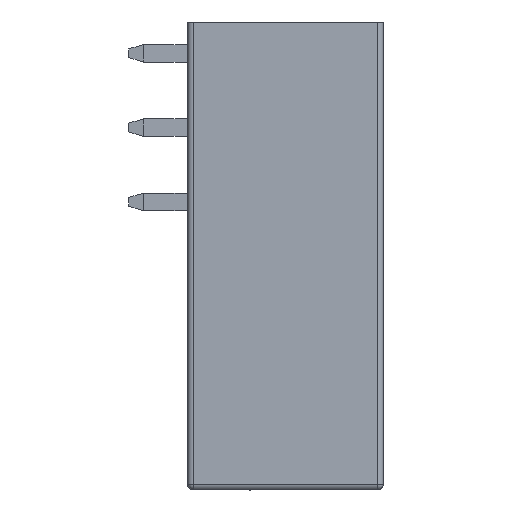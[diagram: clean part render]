
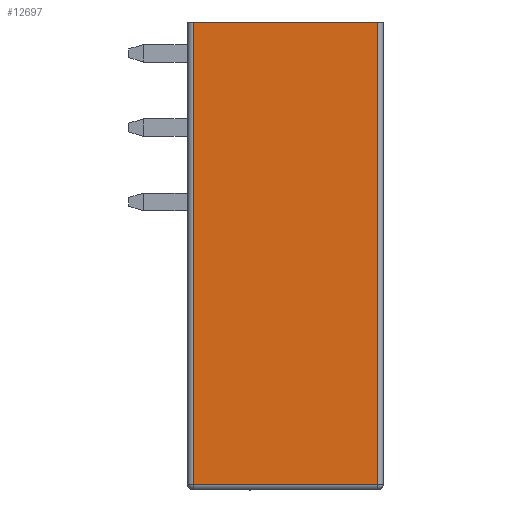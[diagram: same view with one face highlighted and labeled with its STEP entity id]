
A CAD part, front view. The second image highlights one B-rep face of the part: STEP entity #12697.
In plain terms, the highlighted planar face has unit normal (0, -1, 0).
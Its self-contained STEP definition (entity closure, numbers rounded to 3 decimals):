
#2838=DIRECTION('',(0.,0.,1.));
#2839=VECTOR('',#2838,31.6);
#2840=CARTESIAN_POINT('',(6.3,-111.4,-15.6));
#2841=LINE('',#2840,#2839);
#2842=DIRECTION('',(1.,0.,0.));
#2843=VECTOR('',#2842,12.6);
#2844=CARTESIAN_POINT('',(-6.3,-111.4,-15.6));
#2845=LINE('',#2844,#2843);
#2846=DIRECTION('',(0.,0.,-1.));
#2847=VECTOR('',#2846,31.6);
#2848=CARTESIAN_POINT('',(-6.3,-111.4,16.));
#2849=LINE('',#2848,#2847);
#2850=DIRECTION('',(1.,0.,0.));
#2851=VECTOR('',#2850,12.6);
#2852=CARTESIAN_POINT('',(-6.3,-111.4,16.));
#2853=LINE('',#2852,#2851);
#8090=CARTESIAN_POINT('',(6.3,-111.4,16.));
#8092=VERTEX_POINT('',#8090);
#8096=CARTESIAN_POINT('',(6.3,-111.4,-15.6));
#8097=VERTEX_POINT('',#8096);
#8100=CARTESIAN_POINT('',(-6.3,-111.4,-15.6));
#8101=VERTEX_POINT('',#8100);
#8107=CARTESIAN_POINT('',(-6.3,-111.4,16.));
#8109=VERTEX_POINT('',#8107);
#12684=CARTESIAN_POINT('',(0.,-111.4,0.));
#12685=DIRECTION('',(0.,1.,0.));
#12686=DIRECTION('',(1.,0.,0.));
#12687=AXIS2_PLACEMENT_3D('',#12684,#12685,#12686);
#12688=PLANE('',#12687);
#12690=ORIENTED_EDGE('',*,*,#12689,.F.);
#12692=ORIENTED_EDGE('',*,*,#12691,.F.);
#12693=ORIENTED_EDGE('',*,*,#12676,.F.);
#12694=ORIENTED_EDGE('',*,*,#8117,.T.);
#12695=EDGE_LOOP('',(#12690,#12692,#12693,#12694));
#12696=FACE_OUTER_BOUND('',#12695,.F.);
#8117=EDGE_CURVE('',#8109,#8092,#2853,.T.);
#12676=EDGE_CURVE('',#8109,#8101,#2849,.T.);
#12689=EDGE_CURVE('',#8097,#8092,#2841,.T.);
#12691=EDGE_CURVE('',#8101,#8097,#2845,.T.);
#12697=ADVANCED_FACE('',(#12696),#12688,.F.);
